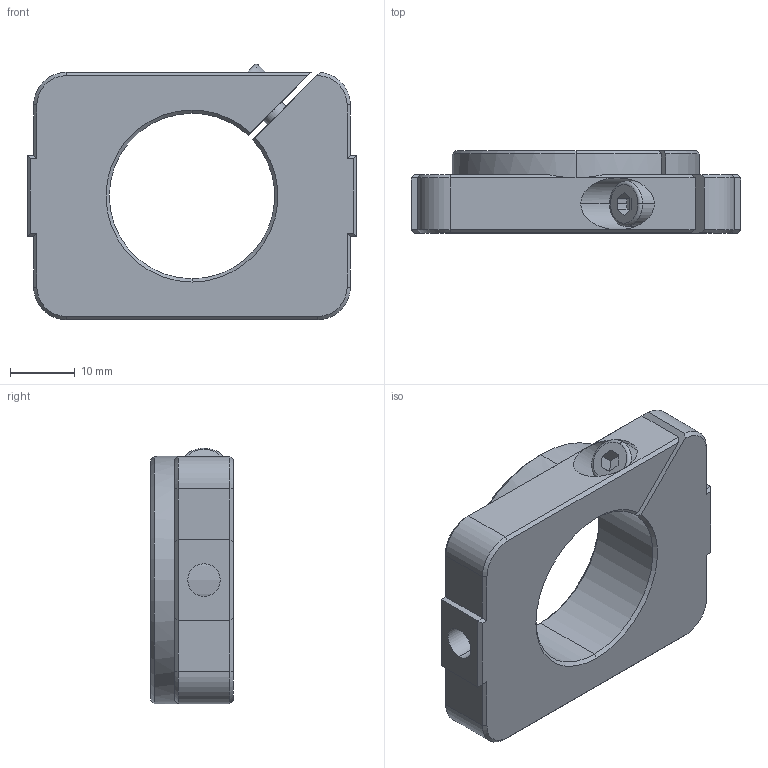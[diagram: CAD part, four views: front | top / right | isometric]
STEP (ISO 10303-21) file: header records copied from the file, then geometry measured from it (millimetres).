
FILE_DESCRIPTION (( 'STEP AP203' ), '1' );
FILE_NAME ('02FCP-1M.STEP', '2016-03-01T08:00:42', ( '' ), ( '' ), 'SwSTEP 2.0', 'SolidWorks 2016', '' );
FILE_SCHEMA (( 'CONFIG_CONTROL_DESIGN' ));
Length unit declared in the file: millimetre
Products named in the file (1): 02FCP-1M
Bounding box: 50.8 x 12.7 x 39.35 mm (x, y, z)
Surface area: 6248 mm2 (no closed solid volume)
Topology: 0 solids, 3 shells, 93 faces, 235 edges, 144 vertices
Faces by surface type: plane 53, cylinder 20, cone 18, torus 2
Entity records: 2827 total; most frequent: CARTESIAN_POINT 524, DIRECTION 472, ORIENTED_EDGE 446, EDGE_CURVE 235, AXIS2_PLACEMENT_3D 160, VECTOR 152, LINE 152, VERTEX_POINT 144
